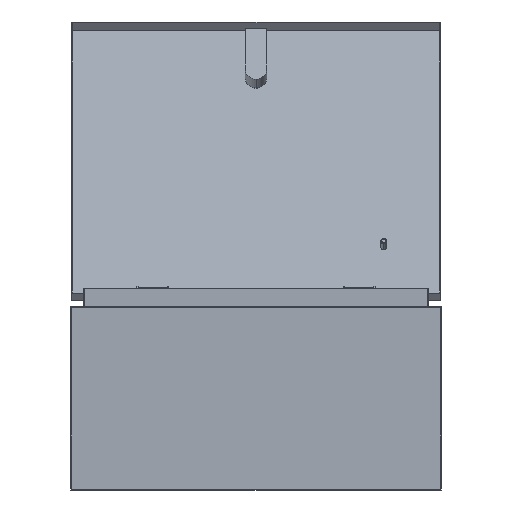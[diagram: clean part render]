
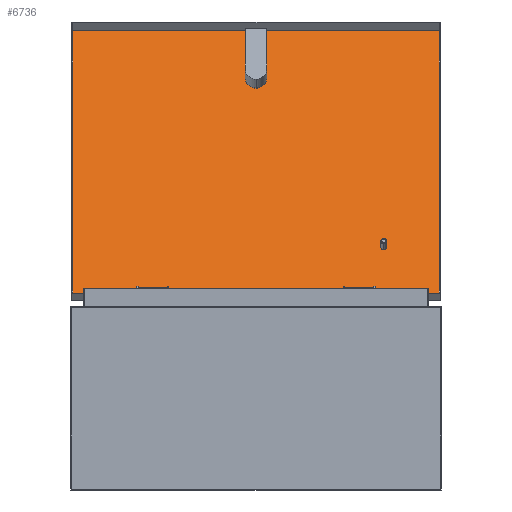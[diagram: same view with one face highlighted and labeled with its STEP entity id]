
A CAD part, left-side view. The second image highlights one B-rep face of the part: STEP entity #6736.
In plain terms, the highlighted face is planar.
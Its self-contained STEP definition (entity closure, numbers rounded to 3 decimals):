
#28 = CARTESIAN_POINT ( 'NONE',  ( -110., 0., -1. ) ) ;
#138 = LINE ( 'NONE', #4027, #5724 ) ;
#240 = DIRECTION ( 'NONE',  ( 1., 0., 0. ) ) ;
#259 = VERTEX_POINT ( 'NONE', #2185 ) ;
#471 = ORIENTED_EDGE ( 'NONE', *, *, #3027, .F. ) ;
#482 = LINE ( 'NONE', #2242, #1245 ) ;
#523 = FACE_BOUND ( 'NONE', #1014, .T. ) ;
#591 = ORIENTED_EDGE ( 'NONE', *, *, #3575, .F. ) ;
#610 = DIRECTION ( 'NONE',  ( 0., 1., 0. ) ) ;
#623 = EDGE_CURVE ( 'NONE', #4615, #3912, #482, .T. ) ;
#624 = AXIS2_PLACEMENT_3D ( 'NONE', #2426, #4542, #6280 ) ;
#1014 = EDGE_LOOP ( 'NONE', ( #2783, #5489 ) ) ;
#1053 = ORIENTED_EDGE ( 'NONE', *, *, #6240, .F. ) ;
#1245 = VECTOR ( 'NONE', #610, 1000. ) ;
#1458 = EDGE_CURVE ( 'NONE', #2282, #4073, #2776, .T. ) ;
#1519 = VERTEX_POINT ( 'NONE', #6018 ) ;
#1535 = EDGE_CURVE ( 'NONE', #1519, #259, #2169, .T. ) ;
#1587 = DIRECTION ( 'NONE',  ( 0., 0., 1. ) ) ;
#1665 = CARTESIAN_POINT ( 'NONE',  ( 0., 195., -1. ) ) ;
#1806 = FACE_OUTER_BOUND ( 'NONE', #5612, .T. ) ;
#1924 = VECTOR ( 'NONE', #6809, 1000. ) ;
#2169 = CIRCLE ( 'NONE', #6570, 3. ) ;
#2185 = CARTESIAN_POINT ( 'NONE',  ( 90.5, -136., -1. ) ) ;
#2239 = EDGE_LOOP ( 'NONE', ( #6789, #5170 ) ) ;
#2242 = CARTESIAN_POINT ( 'NONE',  ( 152.5, 0., -1. ) ) ;
#2243 = CARTESIAN_POINT ( 'NONE',  ( -98.5, 0., -1. ) ) ;
#2282 = VERTEX_POINT ( 'NONE', #4035 ) ;
#2329 = CARTESIAN_POINT ( 'NONE',  ( 93.5, -136., -1. ) ) ;
#2426 = CARTESIAN_POINT ( 'NONE',  ( -98.5, 0., -1. ) ) ;
#2673 = AXIS2_PLACEMENT_3D ( 'NONE', #2243, #6580, #5567 ) ;
#2776 = CIRCLE ( 'NONE', #2673, 11.5 ) ;
#2783 = ORIENTED_EDGE ( 'NONE', *, *, #1535, .F. ) ;
#2975 = CARTESIAN_POINT ( 'NONE',  ( -152.5, 0., -1. ) ) ;
#3027 = EDGE_CURVE ( 'NONE', #3912, #3220, #6363, .T. ) ;
#3106 = EDGE_CURVE ( 'NONE', #259, #1519, #3216, .T. ) ;
#3216 = CIRCLE ( 'NONE', #5628, 3. ) ;
#3220 = VERTEX_POINT ( 'NONE', #3864 ) ;
#3472 = VERTEX_POINT ( 'NONE', #4551 ) ;
#3575 = EDGE_CURVE ( 'NONE', #3220, #3472, #4132, .T. ) ;
#3773 = PLANE ( 'NONE',  #5881 ) ;
#3864 = CARTESIAN_POINT ( 'NONE',  ( -152.5, 195., -1. ) ) ;
#3912 = VERTEX_POINT ( 'NONE', #6414 ) ;
#4027 = CARTESIAN_POINT ( 'NONE',  ( 0., -195., -1. ) ) ;
#4035 = CARTESIAN_POINT ( 'NONE',  ( -87., 0., -1. ) ) ;
#4073 = VERTEX_POINT ( 'NONE', #28 ) ;
#4132 = LINE ( 'NONE', #2975, #1924 ) ;
#4186 = EDGE_CURVE ( 'NONE', #4073, #2282, #6627, .T. ) ;
#4260 = FACE_BOUND ( 'NONE', #2239, .T. ) ;
#4320 = DIRECTION ( 'NONE',  ( 1., 0., 0. ) ) ;
#4542 = DIRECTION ( 'NONE',  ( 0., 0., 1. ) ) ;
#4551 = CARTESIAN_POINT ( 'NONE',  ( -152.5, -195., -1. ) ) ;
#4615 = VERTEX_POINT ( 'NONE', #4877 ) ;
#4760 = DIRECTION ( 'NONE',  ( -1., 0., 0. ) ) ;
#4850 = CARTESIAN_POINT ( 'NONE',  ( 0., 0., -1. ) ) ;
#4877 = CARTESIAN_POINT ( 'NONE',  ( 152.5, -195., -1. ) ) ;
#4901 = VECTOR ( 'NONE', #4760, 1000. ) ;
#4966 = DIRECTION ( 'NONE',  ( 1., 0., 0. ) ) ;
#5045 = CARTESIAN_POINT ( 'NONE',  ( 93.5, -136., -1. ) ) ;
#5170 = ORIENTED_EDGE ( 'NONE', *, *, #4186, .T. ) ;
#5489 = ORIENTED_EDGE ( 'NONE', *, *, #3106, .F. ) ;
#5567 = DIRECTION ( 'NONE',  ( 1., 0., 0. ) ) ;
#5612 = EDGE_LOOP ( 'NONE', ( #591, #471, #6012, #1053 ) ) ;
#5628 = AXIS2_PLACEMENT_3D ( 'NONE', #5045, #6633, #6657 ) ;
#5724 = VECTOR ( 'NONE', #240, 1000. ) ;
#5881 = AXIS2_PLACEMENT_3D ( 'NONE', #4850, #1587, #4320 ) ;
#6012 = ORIENTED_EDGE ( 'NONE', *, *, #623, .F. ) ;
#6018 = CARTESIAN_POINT ( 'NONE',  ( 96.5, -136., -1. ) ) ;
#6240 = EDGE_CURVE ( 'NONE', #3472, #4615, #138, .T. ) ;
#6280 = DIRECTION ( 'NONE',  ( 1., 0., 0. ) ) ;
#6363 = LINE ( 'NONE', #1665, #4901 ) ;
#6414 = CARTESIAN_POINT ( 'NONE',  ( 152.5, 195., -1. ) ) ;
#6570 = AXIS2_PLACEMENT_3D ( 'NONE', #2329, #6636, #4966 ) ;
#6580 = DIRECTION ( 'NONE',  ( 0., 0., 1. ) ) ;
#6627 = CIRCLE ( 'NONE', #624, 11.5 ) ;
#6633 = DIRECTION ( 'NONE',  ( 0., 0., -1. ) ) ;
#6636 = DIRECTION ( 'NONE',  ( 0., 0., -1. ) ) ;
#6657 = DIRECTION ( 'NONE',  ( 1., 0., 0. ) ) ;
#6736 = ADVANCED_FACE ( 'NONE', ( #4260, #1806, #523 ), #3773, .F. ) ;
#6789 = ORIENTED_EDGE ( 'NONE', *, *, #1458, .T. ) ;
#6809 = DIRECTION ( 'NONE',  ( 0., -1., 0. ) ) ;
